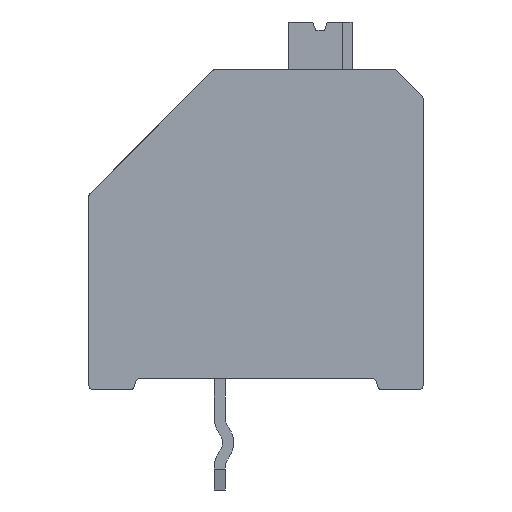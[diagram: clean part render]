
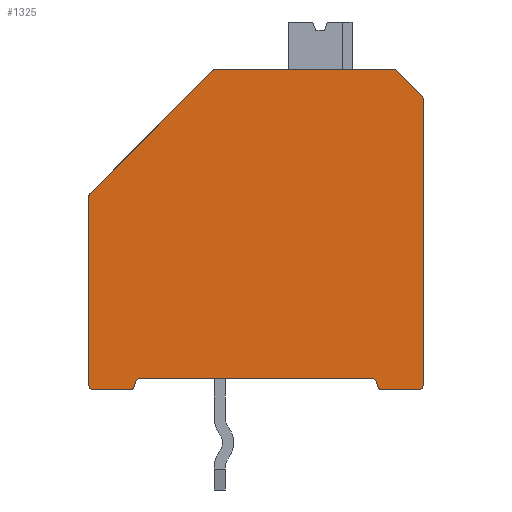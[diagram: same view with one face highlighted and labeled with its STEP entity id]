
A CAD part, front view. The second image highlights one B-rep face of the part: STEP entity #1325.
In plain terms, the highlighted planar face has unit normal (0, -1, 0).
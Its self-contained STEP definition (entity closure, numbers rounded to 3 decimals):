
#1325 = ADVANCED_FACE( '', ( #2927 ), #2928, .F. );
#2927 = FACE_OUTER_BOUND( '', #4900, .T. );
#2928 = PLANE( '', #4901 );
#4900 = EDGE_LOOP( '', ( #8258, #8259, #8260, #8261, #8262, #8263, #8264, #8265, #8266, #8267, #8268, #8269, #8270, #8271, #8272, #8273, #8274, #8275, #8276, #8277 ) );
#4901 = AXIS2_PLACEMENT_3D( '', #8278, #8279, #8280 );
#8258 = ORIENTED_EDGE( '', *, *, #13521, .F. );
#8259 = ORIENTED_EDGE( '', *, *, #13374, .F. );
#8260 = ORIENTED_EDGE( '', *, *, #12807, .F. );
#8261 = ORIENTED_EDGE( '', *, *, #13522, .F. );
#8262 = ORIENTED_EDGE( '', *, *, #13098, .F. );
#8263 = ORIENTED_EDGE( '', *, *, #13302, .F. );
#8264 = ORIENTED_EDGE( '', *, *, #13523, .F. );
#8265 = ORIENTED_EDGE( '', *, *, #13381, .F. );
#8266 = ORIENTED_EDGE( '', *, *, #13524, .F. );
#8267 = ORIENTED_EDGE( '', *, *, #13525, .F. );
#8268 = ORIENTED_EDGE( '', *, *, #13461, .F. );
#8269 = ORIENTED_EDGE( '', *, *, #12582, .F. );
#8270 = ORIENTED_EDGE( '', *, *, #12840, .F. );
#8271 = ORIENTED_EDGE( '', *, *, #13157, .F. );
#8272 = ORIENTED_EDGE( '', *, *, #12321, .F. );
#8273 = ORIENTED_EDGE( '', *, *, #12753, .F. );
#8274 = ORIENTED_EDGE( '', *, *, #13526, .F. );
#8275 = ORIENTED_EDGE( '', *, *, #13527, .F. );
#8276 = ORIENTED_EDGE( '', *, *, #13528, .F. );
#8277 = ORIENTED_EDGE( '', *, *, #13529, .F. );
#8278 = CARTESIAN_POINT( '', ( 0.17, -32.54, 6.76 ) );
#8279 = DIRECTION( '', ( 0., 1., 0. ) );
#8280 = DIRECTION( '', ( 0., 0., 1. ) );
#12321 = EDGE_CURVE( '', #14753, #14756, #14757, .T. );
#12582 = EDGE_CURVE( '', #15219, #15221, #15222, .T. );
#12753 = EDGE_CURVE( '', #15524, #14753, #15526, .T. );
#12807 = EDGE_CURVE( '', #15614, #15616, #15617, .T. );
#12840 = EDGE_CURVE( '', #15670, #15219, #15672, .T. );
#13098 = EDGE_CURVE( '', #16099, #16102, #16103, .T. );
#13157 = EDGE_CURVE( '', #14756, #15670, #16195, .T. );
#13302 = EDGE_CURVE( '', #16425, #16099, #16428, .T. );
#13374 = EDGE_CURVE( '', #15616, #16542, #16543, .T. );
#13381 = EDGE_CURVE( '', #16553, #16548, #16555, .T. );
#13461 = EDGE_CURVE( '', #15221, #16681, #16682, .T. );
#13521 = EDGE_CURVE( '', #16542, #16768, #16769, .T. );
#13522 = EDGE_CURVE( '', #16102, #15614, #16770, .T. );
#13523 = EDGE_CURVE( '', #16548, #16425, #16771, .T. );
#13524 = EDGE_CURVE( '', #16772, #16553, #16773, .T. );
#13525 = EDGE_CURVE( '', #16681, #16772, #16774, .T. );
#13526 = EDGE_CURVE( '', #16775, #15524, #16776, .T. );
#13527 = EDGE_CURVE( '', #16777, #16775, #16778, .T. );
#13528 = EDGE_CURVE( '', #16779, #16777, #16780, .T. );
#13529 = EDGE_CURVE( '', #16768, #16779, #16781, .T. );
#14753 = VERTEX_POINT( '', #18373 );
#14756 = VERTEX_POINT( '', #18377 );
#14757 = CIRCLE( '', #18378, 0.17 );
#15219 = VERTEX_POINT( '', #19003 );
#15221 = VERTEX_POINT( '', #19006 );
#15222 = LINE( '', #19007, #19008 );
#15524 = VERTEX_POINT( '', #19432 );
#15526 = LINE( '', #19435, #19436 );
#15614 = VERTEX_POINT( '', #19575 );
#15616 = VERTEX_POINT( '', #19578 );
#15617 = CIRCLE( '', #19579, 0.17 );
#15670 = VERTEX_POINT( '', #19651 );
#15672 = CIRCLE( '', #19654, 0.17 );
#16099 = VERTEX_POINT( '', #20249 );
#16102 = VERTEX_POINT( '', #20253 );
#16103 = CIRCLE( '', #20254, 0.17 );
#16195 = LINE( '', #20380, #20381 );
#16425 = VERTEX_POINT( '', #20707 );
#16428 = LINE( '', #20711, #20712 );
#16542 = VERTEX_POINT( '', #20894 );
#16543 = LINE( '', #20895, #20896 );
#16548 = VERTEX_POINT( '', #20903 );
#16553 = VERTEX_POINT( '', #20910 );
#16555 = LINE( '', #20913, #20914 );
#16681 = VERTEX_POINT( '', #21085 );
#16682 = CIRCLE( '', #21086, 0.17 );
#16768 = VERTEX_POINT( '', #21204 );
#16769 = CIRCLE( '', #21205, 0.17 );
#16770 = LINE( '', #21206, #21207 );
#16771 = CIRCLE( '', #21208, 0.17 );
#16772 = VERTEX_POINT( '', #21209 );
#16773 = CIRCLE( '', #21210, 0.17 );
#16774 = LINE( '', #21211, #21212 );
#16775 = VERTEX_POINT( '', #21213 );
#16776 = CIRCLE( '', #21214, 0.17 );
#16777 = VERTEX_POINT( '', #21215 );
#16778 = LINE( '', #21216, #21217 );
#16779 = VERTEX_POINT( '', #21218 );
#16780 = CIRCLE( '', #21219, 0.17 );
#16781 = LINE( '', #21220, #21221 );
#18373 = CARTESIAN_POINT( '', ( 11.95, -32.54, 10.38 ) );
#18377 = CARTESIAN_POINT( '', ( 12., -32.54, 10.26 ) );
#18378 = AXIS2_PLACEMENT_3D( '', #23482, #23483, #23484 );
#19003 = CARTESIAN_POINT( '', ( 11.83, -32.54, -0.17 ) );
#19006 = CARTESIAN_POINT( '', ( 10.53, -32.54, -0.17 ) );
#19007 = CARTESIAN_POINT( '', ( 11.83, -32.54, -0.17 ) );
#19008 = VECTOR( '', #23799, 1000. );
#19432 = CARTESIAN_POINT( '', ( 11.05, -32.54, 11.28 ) );
#19435 = CARTESIAN_POINT( '', ( 11.05, -32.54, 11.28 ) );
#19436 = VECTOR( '', #23977, 1000. );
#19575 = CARTESIAN_POINT( '', ( 0.17, -32.54, -0.17 ) );
#19578 = CARTESIAN_POINT( '', ( 0., -32.54, 0. ) );
#19579 = AXIS2_PLACEMENT_3D( '', #24048, #24049, #24050 );
#19651 = CARTESIAN_POINT( '', ( 12., -32.54, 0. ) );
#19654 = AXIS2_PLACEMENT_3D( '', #24086, #24087, #24088 );
#20249 = CARTESIAN_POINT( '', ( 1.634, -32.54, -0.044 ) );
#20253 = CARTESIAN_POINT( '', ( 1.47, -32.54, -0.17 ) );
#20254 = AXIS2_PLACEMENT_3D( '', #24366, #24367, #24368 );
#20380 = CARTESIAN_POINT( '', ( 12., -32.54, 0. ) );
#20381 = VECTOR( '', #24436, 1000. );
#20707 = CARTESIAN_POINT( '', ( 1.673, -32.54, 0.104 ) );
#20711 = CARTESIAN_POINT( '', ( 1.634, -32.54, -0.044 ) );
#20712 = VECTOR( '', #24612, 1000. );
#20894 = CARTESIAN_POINT( '', ( 0., -32.54, 6.76 ) );
#20895 = CARTESIAN_POINT( '', ( 0., -32.54, 6.76 ) );
#20896 = VECTOR( '', #24678, 1000. );
#20903 = CARTESIAN_POINT( '', ( 1.838, -32.54, 0.23 ) );
#20910 = CARTESIAN_POINT( '', ( 10.162, -32.54, 0.23 ) );
#20913 = CARTESIAN_POINT( '', ( 1.838, -32.54, 0.23 ) );
#20914 = VECTOR( '', #24684, 1000. );
#21085 = CARTESIAN_POINT( '', ( 10.366, -32.54, -0.044 ) );
#21086 = AXIS2_PLACEMENT_3D( '', #24781, #24782, #24783 );
#21204 = CARTESIAN_POINT( '', ( 0.05, -32.54, 6.88 ) );
#21205 = AXIS2_PLACEMENT_3D( '', #24843, #24844, #24845 );
#21206 = CARTESIAN_POINT( '', ( 1.47, -32.54, -0.17 ) );
#21207 = VECTOR( '', #24846, 1000. );
#21208 = AXIS2_PLACEMENT_3D( '', #24847, #24848, #24849 );
#21209 = CARTESIAN_POINT( '', ( 10.327, -32.54, 0.104 ) );
#21210 = AXIS2_PLACEMENT_3D( '', #24850, #24851, #24852 );
#21211 = CARTESIAN_POINT( '', ( 10.327, -32.54, 0.104 ) );
#21212 = VECTOR( '', #24853, 1000. );
#21213 = CARTESIAN_POINT( '', ( 10.93, -32.54, 11.33 ) );
#21214 = AXIS2_PLACEMENT_3D( '', #24854, #24855, #24856 );
#21215 = CARTESIAN_POINT( '', ( 4.57, -32.54, 11.33 ) );
#21216 = CARTESIAN_POINT( '', ( 4.57, -32.54, 11.33 ) );
#21217 = VECTOR( '', #24857, 1000. );
#21218 = CARTESIAN_POINT( '', ( 4.45, -32.54, 11.28 ) );
#21219 = AXIS2_PLACEMENT_3D( '', #24858, #24859, #24860 );
#21220 = CARTESIAN_POINT( '', ( 0.05, -32.54, 6.88 ) );
#21221 = VECTOR( '', #24861, 1000. );
#23482 = CARTESIAN_POINT( '', ( 11.83, -32.54, 10.26 ) );
#23483 = DIRECTION( '', ( 0., 1., 0. ) );
#23484 = DIRECTION( '', ( -1., 0., 0. ) );
#23799 = DIRECTION( '', ( -1., 0., 0. ) );
#23977 = DIRECTION( '', ( 0.707, 0., -0.707 ) );
#24048 = CARTESIAN_POINT( '', ( 0.17, -32.54, 0. ) );
#24049 = DIRECTION( '', ( 0., 1., 0. ) );
#24050 = DIRECTION( '', ( 1., 0., 0. ) );
#24086 = CARTESIAN_POINT( '', ( 11.83, -32.54, 0. ) );
#24087 = DIRECTION( '', ( 0., 1., 0. ) );
#24088 = DIRECTION( '', ( -1., 0., 0. ) );
#24366 = CARTESIAN_POINT( '', ( 1.47, -32.54, 0. ) );
#24367 = DIRECTION( '', ( 0., 1., 0. ) );
#24368 = DIRECTION( '', ( 1., 0., 0. ) );
#24436 = DIRECTION( '', ( 0., 0., -1. ) );
#24612 = DIRECTION( '', ( -0.259, 0., -0.966 ) );
#24678 = DIRECTION( '', ( 0., 0., 1. ) );
#24684 = DIRECTION( '', ( -1., 0., 0. ) );
#24781 = CARTESIAN_POINT( '', ( 10.53, -32.54, 0. ) );
#24782 = DIRECTION( '', ( 0., 1., 0. ) );
#24783 = DIRECTION( '', ( 1., 0., 0. ) );
#24843 = CARTESIAN_POINT( '', ( 0.17, -32.54, 6.76 ) );
#24844 = DIRECTION( '', ( 0., 1., 0. ) );
#24845 = DIRECTION( '', ( 1., 0., 0. ) );
#24846 = DIRECTION( '', ( -1., 0., 0. ) );
#24847 = CARTESIAN_POINT( '', ( 1.838, -32.54, 0.06 ) );
#24848 = DIRECTION( '', ( 0., -1., 0. ) );
#24849 = DIRECTION( '', ( 1., 0., 0. ) );
#24850 = CARTESIAN_POINT( '', ( 10.162, -32.54, 0.06 ) );
#24851 = DIRECTION( '', ( 0., -1., 0. ) );
#24852 = DIRECTION( '', ( 1., 0., 0. ) );
#24853 = DIRECTION( '', ( -0.259, 0., 0.966 ) );
#24854 = CARTESIAN_POINT( '', ( 10.93, -32.54, 11.16 ) );
#24855 = DIRECTION( '', ( 0., 1., 0. ) );
#24856 = DIRECTION( '', ( 1., 0., 0. ) );
#24857 = DIRECTION( '', ( 1., 0., 0. ) );
#24858 = CARTESIAN_POINT( '', ( 4.57, -32.54, 11.16 ) );
#24859 = DIRECTION( '', ( 0., 1., 0. ) );
#24860 = DIRECTION( '', ( 1., 0., 0. ) );
#24861 = DIRECTION( '', ( 0.707, 0., 0.707 ) );
